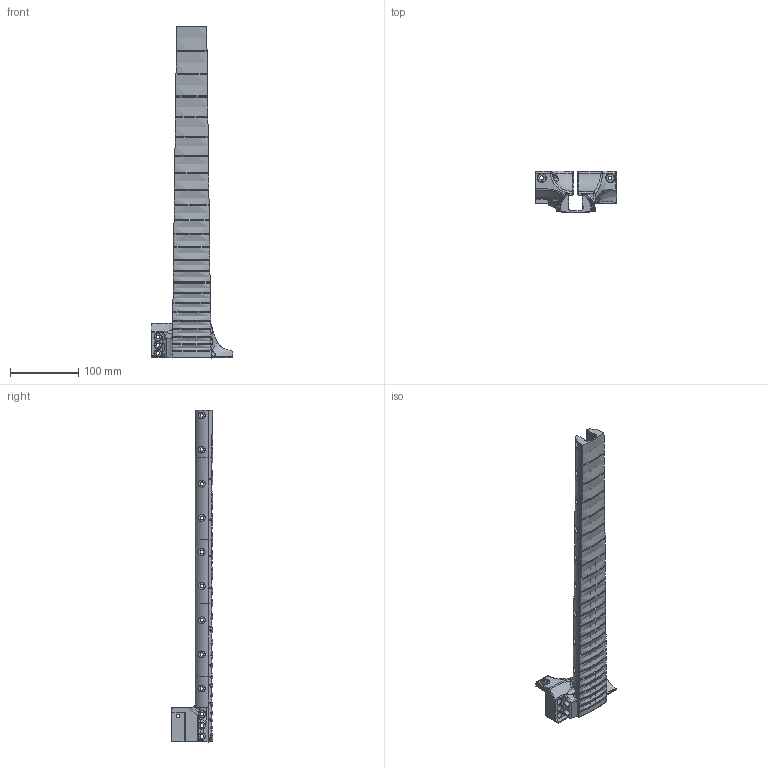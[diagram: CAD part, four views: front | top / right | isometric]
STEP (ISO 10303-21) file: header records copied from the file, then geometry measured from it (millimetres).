
FILE_DESCRIPTION(/* description */ ('STEP AP242','CAx-IF Rec.Pracs.---Representation and Presentation of Product Manufacturing Information (PMI)---4.0---2014-10-13','CAx-IF Rec.Pracs.---3D Tessellated Geometry---0.4---2014-09-14','2;1'),/* implementation_level */ '2;1');
FILE_NAME(/* name */ '683b366bc59fb554ee0e3146',/* time_stamp */ '2025-05-31T17:03:42Z',/* author */ (''),/* organization */ (''),/* preprocessor_version */ 'ST-DEVELOPER v20',/* originating_system */ 'ONSHAPE BY PTC INC, 1.198',/* authorisation */ ' ');
FILE_SCHEMA (('AP242_MANAGED_MODEL_BASED_3D_ENGINEERING_MIM_LF { 1 0 10303 442 1 1 4 }'));
Length unit declared in the file: metre
Products named in the file (5): Segment 4; Segment 2; Top; Shoulder; Segment 3
Bounding box: 119.99 x 61.15 x 486.27 mm (x, y, z)
Volume: 432848.4 mm3; surface area: 126505.4 mm2
Topology: 5 solids, 6 shells, 535 faces, 1518 edges, 1003 vertices
Faces by surface type: cylinder 311, plane 98, torus 71, bspline 51, sphere 4
Entity records: 20481 total; most frequent: CARTESIAN_POINT 6728, ORIENTED_EDGE 3018, DIRECTION 2688, EDGE_CURVE 1509, AXIS2_PLACEMENT_3D 1131, VERTEX_POINT 1003, EDGE_LOOP 660, FACE_BOUND 660
